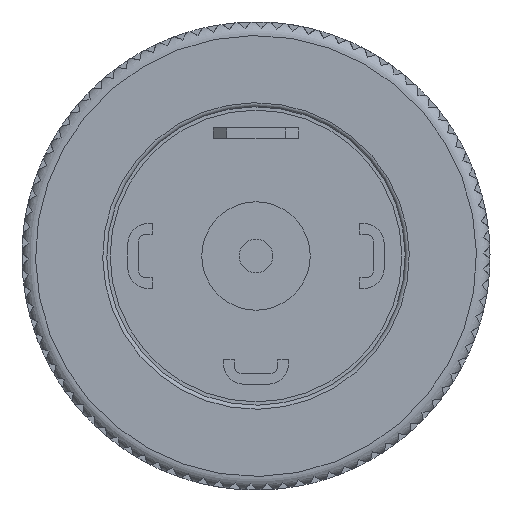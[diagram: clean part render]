
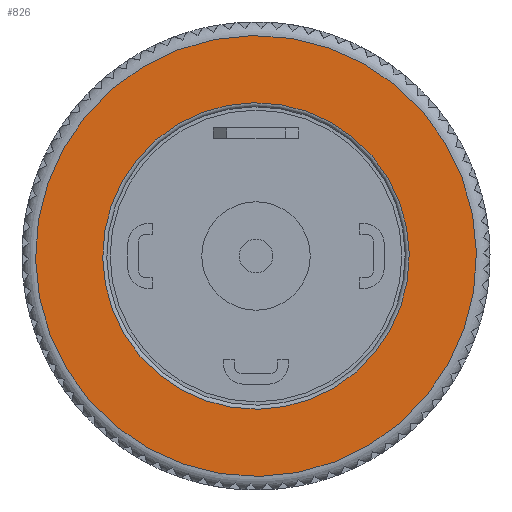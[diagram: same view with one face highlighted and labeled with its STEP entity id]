
A CAD part, front view. The second image highlights one B-rep face of the part: STEP entity #826.
In plain terms, the highlighted planar face has unit normal (0, -1, 0).
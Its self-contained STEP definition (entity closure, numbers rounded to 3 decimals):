
#826 = ADVANCED_FACE( '', ( #1845, #1846 ), #1847, .T. );
#1845 = FACE_OUTER_BOUND( '', #3056, .T. );
#1846 = FACE_BOUND( '', #3057, .T. );
#1847 = PLANE( '', #3058 );
#3056 = EDGE_LOOP( '', ( #5487 ) );
#3057 = EDGE_LOOP( '', ( #5488 ) );
#3058 = AXIS2_PLACEMENT_3D( '', #5489, #5490, #5491 );
#5487 = ORIENTED_EDGE( '', *, *, #8027, .T. );
#5488 = ORIENTED_EDGE( '', *, *, #8225, .T. );
#5489 = CARTESIAN_POINT( '', ( 0., -64.15, 0. ) );
#5490 = DIRECTION( '', ( 0., -1., 0. ) );
#5491 = DIRECTION( '', ( -0.944, 0., 0.329 ) );
#8027 = EDGE_CURVE( '', #9982, #9982, #9983, .T. );
#8225 = EDGE_CURVE( '', #10288, #10288, #10289, .T. );
#9982 = VERTEX_POINT( '', #13196 );
#9983 = CIRCLE( '', #13197, 16.25 );
#10288 = VERTEX_POINT( '', #14006 );
#10289 = CIRCLE( '', #14007, 11.3 );
#13196 = CARTESIAN_POINT( '', ( 5.339, -64.15, 15.348 ) );
#13197 = AXIS2_PLACEMENT_3D( '', #15362, #15363, #15364 );
#14006 = CARTESIAN_POINT( '', ( 3.712, -64.15, 10.673 ) );
#14007 = AXIS2_PLACEMENT_3D( '', #15656, #15657, #15658 );
#15362 = CARTESIAN_POINT( '', ( 0., -64.15, 0. ) );
#15363 = DIRECTION( '', ( 0., -1., 0. ) );
#15364 = DIRECTION( '', ( 0.329, 0., 0.944 ) );
#15656 = CARTESIAN_POINT( '', ( 0., -64.15, 0. ) );
#15657 = DIRECTION( '', ( 0., 1., 0. ) );
#15658 = DIRECTION( '', ( 0.329, 0., 0.944 ) );
